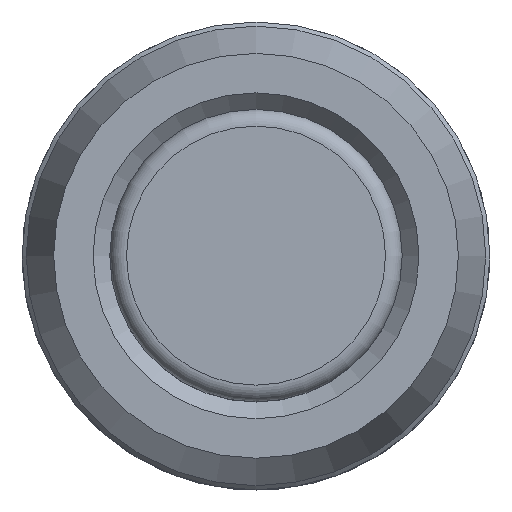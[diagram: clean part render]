
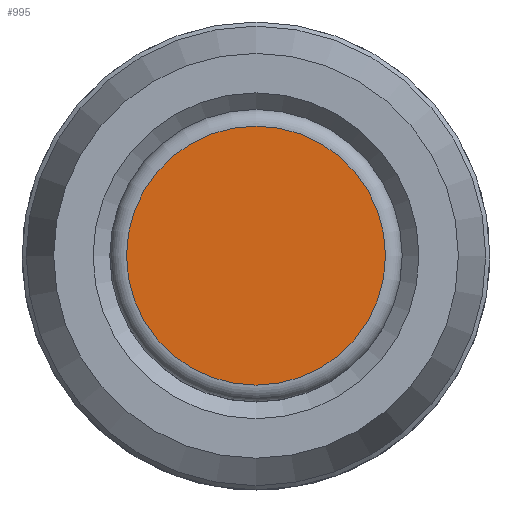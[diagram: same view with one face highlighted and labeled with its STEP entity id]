
A CAD part, top view. The second image highlights one B-rep face of the part: STEP entity #995.
In plain terms, the highlighted planar face has unit normal (0, 0, 1).
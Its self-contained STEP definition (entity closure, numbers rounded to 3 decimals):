
#206=PLANE('',#1078);
#241=FACE_OUTER_BOUND('',#304,.T.);
#304=EDGE_LOOP('',(#740));
#415=CIRCLE('',#1079,7.75);
#498=VERTEX_POINT('',#1573);
#601=EDGE_CURVE('',#498,#498,#415,.T.);
#740=ORIENTED_EDGE('',*,*,#601,.F.);
#995=ADVANCED_FACE('',(#241),#206,.T.);
#1078=AXIS2_PLACEMENT_3D('',#1572,#1240,#1241);
#1079=AXIS2_PLACEMENT_3D('',#1574,#1242,#1243);
#1240=DIRECTION('center_axis',(0.,0.,1.));
#1241=DIRECTION('ref_axis',(1.,0.,0.));
#1242=DIRECTION('center_axis',(0.,0.,-1.));
#1243=DIRECTION('ref_axis',(1.,0.,0.));
#1572=CARTESIAN_POINT('Origin',(3.875,0.,51.));
#1573=CARTESIAN_POINT('',(7.75,0.,51.));
#1574=CARTESIAN_POINT('Origin',(0.,0.,51.));
